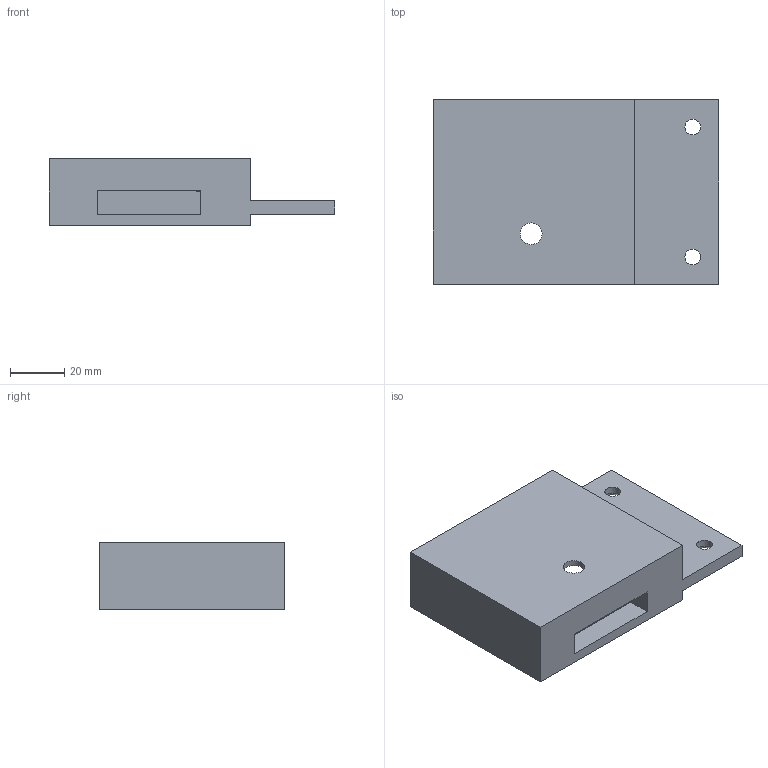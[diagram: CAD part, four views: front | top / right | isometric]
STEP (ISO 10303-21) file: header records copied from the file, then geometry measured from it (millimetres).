
FILE_DESCRIPTION(/* description */ (''),/* implementation_level */ '2;1');
FILE_NAME(/* name */ 'enclosure-bottom.step',/* time_stamp */ '2025-10-31T11:41:26-07:00',/* author */ (''),/* organization */ (''),/* preprocessor_version */ 'ST-DEVELOPER v20.1',/* originating_system */ 'Autodesk Translation Framework v14.17.0.0',/* authorisation */ '');
FILE_SCHEMA (('AUTOMOTIVE_DESIGN { 1 0 10303 214 3 1 1 }'));
Length unit declared in the file: millimetre
Products named in the file (1): FusionComponent
Bounding box: 105 x 67.83 x 24.59 mm (x, y, z)
Volume: 67106.7 mm3; surface area: 28408.6 mm2
Topology: 1 solids, 1 shells, 58 faces, 121 edges, 80 vertices
Faces by surface type: plane 41, cylinder 15, cone 2
Full cylindrical faces by diameter (mm): 2.5 x8, 5.8 x2, 6 x4, 8 x1
Entity records: 1590 total; most frequent: DIRECTION 271, CARTESIAN_POINT 260, ORIENTED_EDGE 242, EDGE_CURVE 121, AXIS2_PLACEMENT_3D 91, LINE 89, VECTOR 89, EDGE_LOOP 81
